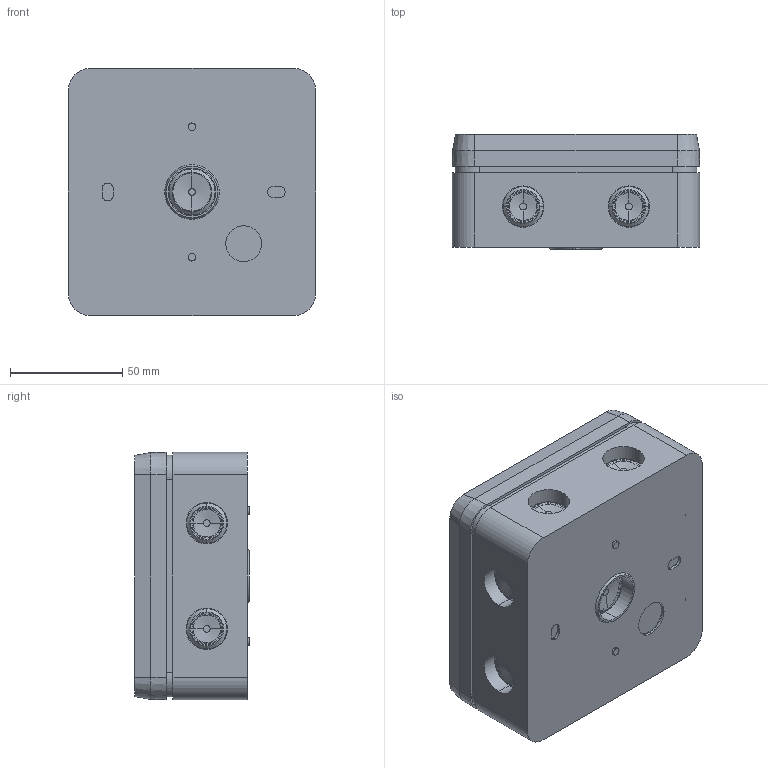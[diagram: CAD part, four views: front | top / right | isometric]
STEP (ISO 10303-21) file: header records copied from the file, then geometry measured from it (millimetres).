
FILE_DESCRIPTION (( 'STEP AP214' ), '1' );
FILE_NAME ('2001861.stp', '2020-12-01T14:25:00', ( '' ), ( '' ), 'SwSTEP 2.0', 'SolidWorks 2020', '' );
FILE_SCHEMA (( 'AUTOMOTIVE_DESIGN' ));
Length unit declared in the file: millimetre
Products named in the file (14): EV213-20_M20x1,5; EV213-20-01_M20x1,5, LGR, 7mm Gewinde; EV501_PG16; 2001861; ED170-01_M20; ED170-01-02_M20; ED170-01-01_M20; ED170-05_LGR; ED170-04_Standard; ED170-02_LGR; EV535-16_Standard; EV111-16-02_Cosmetic Thread
Assembly tree (22 placements, depth 3):
  2001861
    ED170-01_M20
      ED170-01-01_M20
      ED170-01-02_M20
    ED170-02_LGR
    ED170-04_Standard
    ED170-05_LGR  x4
    EV535-16_Standard
    EV213-20_M20x1,5
      EV213-20-01_M20x1,5, LGR, 7mm Gewinde
      EV111-16-02_Cosmetic Thread
      EV501_PG16
    EV213-20_M20x1,5
      EV213-20-01_M20x1,5, LGR, 7mm Gewinde
      EV111-16-02_Cosmetic Thread
      EV501_PG16
    EV213-20_M20x1,5
      EV213-20-01_M20x1,5, LGR, 7mm Gewinde
      EV111-16-02_Cosmetic Thread
      EV501_PG16
Bounding box: 110 x 51.1 x 110 mm (x, y, z)
Volume: 209174.3 mm3; surface area: 157637.7 mm2
Topology: 36 solids, 36 shells, 1555 faces, 3987 edges, 2608 vertices
Faces by surface type: plane 797, cylinder 459, cone 168, torus 102, bspline 23, sphere 6
Entity records: 35627 total; most frequent: CARTESIAN_POINT 7073, DIRECTION 5894, ORIENTED_EDGE 5738, EDGE_CURVE 2869, AXIS2_PLACEMENT_3D 2083, VERTEX_POINT 1876, VECTOR 1728, LINE 1728
